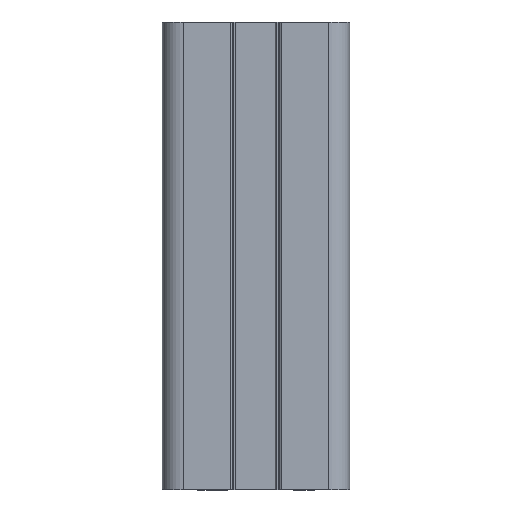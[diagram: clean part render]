
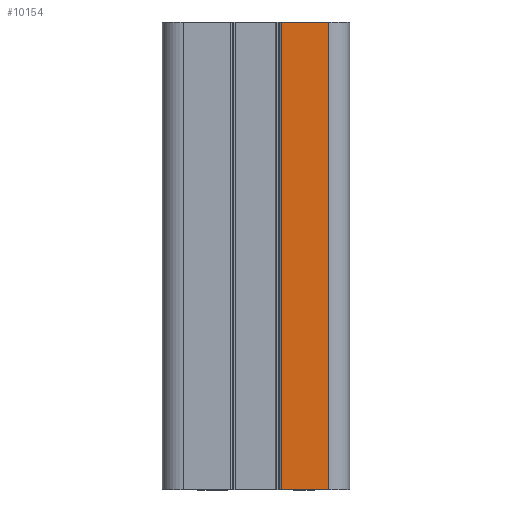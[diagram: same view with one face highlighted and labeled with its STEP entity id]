
A CAD part, front view. The second image highlights one B-rep face of the part: STEP entity #10154.
In plain terms, the highlighted planar face has unit normal (0, -1, 0).
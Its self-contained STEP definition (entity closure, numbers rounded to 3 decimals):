
#30 = VERTEX_POINT ( 'NONE', #1916 ) ;
#225 = VECTOR ( 'NONE', #7053, 1000. ) ;
#497 = LINE ( 'NONE', #1692, #225 ) ;
#717 = VERTEX_POINT ( 'NONE', #5412 ) ;
#720 = EDGE_CURVE ( 'NONE', #7947, #717, #6643, .T. ) ;
#1090 = ORIENTED_EDGE ( 'NONE', *, *, #2603, .F. ) ;
#1692 = CARTESIAN_POINT ( 'NONE',  ( 6653.61, 3036.865, 0. ) ) ;
#1916 = CARTESIAN_POINT ( 'NONE',  ( 6663.71, 3036.865, 0. ) ) ;
#2603 = EDGE_CURVE ( 'NONE', #717, #6462, #8658, .T. ) ;
#3455 = ORIENTED_EDGE ( 'NONE', *, *, #720, .F. ) ;
#3498 = PLANE ( 'NONE',  #6511 ) ;
#4412 = CARTESIAN_POINT ( 'NONE',  ( 6653.61, 3036.865, 100. ) ) ;
#5308 = DIRECTION ( 'NONE',  ( 0., 0., 1. ) ) ;
#5412 = CARTESIAN_POINT ( 'NONE',  ( 6653.61, 3036.865, 100. ) ) ;
#5852 = ORIENTED_EDGE ( 'NONE', *, *, #7063, .T. ) ;
#6063 = DIRECTION ( 'NONE',  ( 0., 0., -1. ) ) ;
#6266 = CARTESIAN_POINT ( 'NONE',  ( 6653.61, 3036.865, 100. ) ) ;
#6462 = VERTEX_POINT ( 'NONE', #6612 ) ;
#6511 = AXIS2_PLACEMENT_3D ( 'NONE', #4412, #10555, #5308 ) ;
#6612 = CARTESIAN_POINT ( 'NONE',  ( 6663.71, 3036.865, 100. ) ) ;
#6643 = LINE ( 'NONE', #6266, #8434 ) ;
#6645 = EDGE_LOOP ( 'NONE', ( #10233, #1090, #3455, #5852 ) ) ;
#7053 = DIRECTION ( 'NONE',  ( 1., 0., 0. ) ) ;
#7063 = EDGE_CURVE ( 'NONE', #7947, #30, #497, .T. ) ;
#7319 = CARTESIAN_POINT ( 'NONE',  ( 6653.61, 3036.865, 0. ) ) ;
#7795 = CARTESIAN_POINT ( 'NONE',  ( 6663.71, 3036.865, 100. ) ) ;
#7883 = CARTESIAN_POINT ( 'NONE',  ( 6660.847, 3036.865, 100. ) ) ;
#7947 = VERTEX_POINT ( 'NONE', #7319 ) ;
#8434 = VECTOR ( 'NONE', #8912, 1000. ) ;
#8658 = LINE ( 'NONE', #7883, #10684 ) ;
#8912 = DIRECTION ( 'NONE',  ( 0., 0., 1. ) ) ;
#9031 = FACE_OUTER_BOUND ( 'NONE', #6645, .T. ) ;
#9035 = VECTOR ( 'NONE', #6063, 1000. ) ;
#9645 = EDGE_CURVE ( 'NONE', #6462, #30, #11336, .T. ) ;
#10154 = ADVANCED_FACE ( 'NONE', ( #9031 ), #3498, .F. ) ;
#10233 = ORIENTED_EDGE ( 'NONE', *, *, #9645, .F. ) ;
#10493 = DIRECTION ( 'NONE',  ( 1., 0., 0. ) ) ;
#10555 = DIRECTION ( 'NONE',  ( 0., 1., 0. ) ) ;
#10684 = VECTOR ( 'NONE', #10493, 1000. ) ;
#11336 = LINE ( 'NONE', #7795, #9035 ) ;
